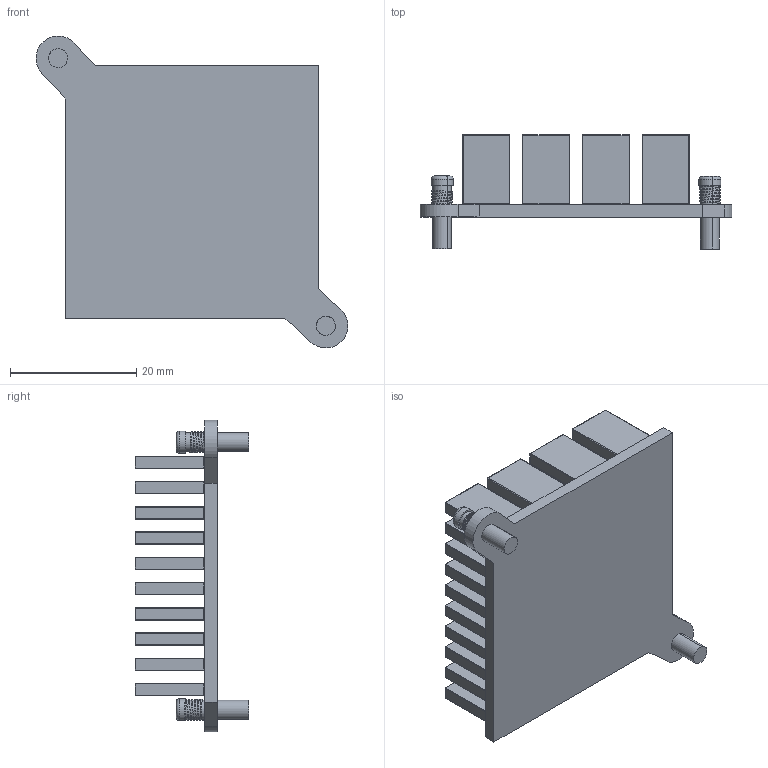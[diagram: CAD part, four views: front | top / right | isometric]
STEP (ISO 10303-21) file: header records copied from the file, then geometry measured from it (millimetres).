
FILE_DESCRIPTION (( 'STEP AP214' ), '1' );
FILE_NAME ('40x40x13mm heat sinks mostef smd .STEP', '2020-08-19T22:07:35', ( '' ), ( '' ), 'SwSTEP 2.0', 'SolidWorks 2020', '' );
FILE_SCHEMA (( 'AUTOMOTIVE_DESIGN' ));
Length unit declared in the file: millimetre
Products named in the file (4): 40X40X13mm heat sinks; resosrte; 40x40x13mm heat sinks mostef smd ; clavo plastico
Assembly tree (5 placements, depth 2):
  40x40x13mm heat sinks mostef smd 
    40X40X13mm heat sinks
    resosrte  x2
    clavo plastico  x2
Bounding box: 49.42 x 18 x 49.42 mm (x, y, z)
Volume: 10115.2 mm3; surface area: 12300.7 mm2
Topology: 5 solids, 5 shells, 1043 faces, 2329 edges, 1178 vertices
Faces by surface type: cylinder 495, plane 220, torus 164, sphere 160, bspline 4
Entity records: 39503 total; most frequent: CARTESIAN_POINT 5513, DIRECTION 5367, ORIENTED_EDGE 4294, AXIS2_PLACEMENT_3D 2186, EDGE_CURVE 2147, VERTEX_POINT 1164, CIRCLE 1150, EDGE_LOOP 1075
